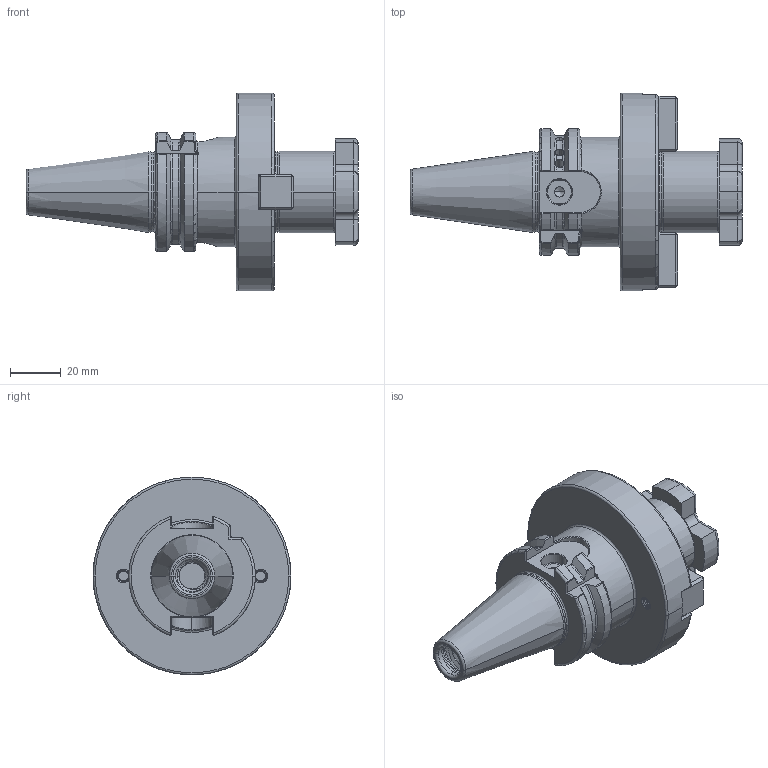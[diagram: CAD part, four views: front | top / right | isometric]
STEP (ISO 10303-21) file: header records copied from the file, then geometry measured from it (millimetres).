
FILE_DESCRIPTION (( 'STEP AP203' ), '1' );
FILE_NAME ('302.11.32.STEP', '2016-07-23T05:02:53', ( '' ), ( '' ), 'SwSTEP 2.0', 'SolidWorks 2012', '' );
FILE_SCHEMA (( 'CONFIG_CONTROL_DESIGN' ));
Length unit declared in the file: millimetre
Products named in the file (5): 面銑刀墊塊32; 302.11.32; 102.11.32_M5xP0.8-14L; 十字螺絲FMB32
Assembly tree (6 placements, depth 2):
  302.11.32
    302.11.32
    102.11.32_M5xP0.8-14L  x2
    面銑刀墊塊32  x2
    十字螺絲FMB32
Bounding box: 130.8 x 78 x 78 mm (x, y, z)
Volume: 166197.2 mm3; surface area: 41958.1 mm2
Topology: 6 solids, 6 shells, 577 faces, 1483 edges, 920 vertices
Faces by surface type: cylinder 243, plane 154, torus 69, cone 60, bspline 51
Entity records: 33947 total; most frequent: CARTESIAN_POINT 22944, ORIENTED_EDGE 2474, DIRECTION 1900, EDGE_CURVE 1237, VERTEX_POINT 775, AXIS2_PLACEMENT_3D 734, EDGE_LOOP 492, FACE_OUTER_BOUND 477
